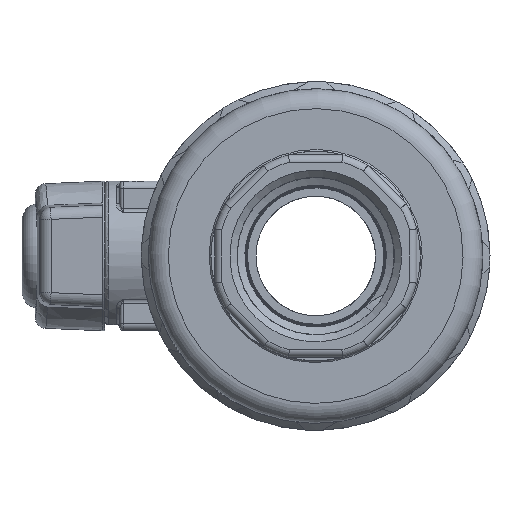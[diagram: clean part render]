
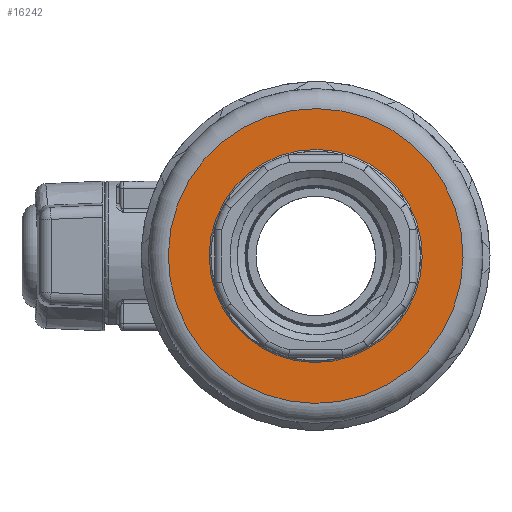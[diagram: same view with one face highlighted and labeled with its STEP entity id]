
A CAD part, left-side view. The second image highlights one B-rep face of the part: STEP entity #16242.
In plain terms, the highlighted face is planar.
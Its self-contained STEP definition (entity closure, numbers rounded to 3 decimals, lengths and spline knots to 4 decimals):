
#598=FACE_BOUND('',#3132,.T.);
#985=PLANE('',#17876);
#2090=FACE_OUTER_BOUND('',#3131,.T.);
#3131=EDGE_LOOP('',(#14972));
#3132=EDGE_LOOP('',(#14973));
#3758=CIRCLE('',#17874,1.2314);
#3760=CIRCLE('',#17877,0.89);
#7978=VERTEX_POINT('',#57899);
#7979=VERTEX_POINT('',#57903);
#10324=EDGE_CURVE('',#7978,#7978,#3758,.T.);
#10326=EDGE_CURVE('',#7979,#7979,#3760,.T.);
#14972=ORIENTED_EDGE('',*,*,#10324,.T.);
#14973=ORIENTED_EDGE('',*,*,#10326,.F.);
#16242=ADVANCED_FACE('',(#2090,#598),#985,.T.);
#17874=AXIS2_PLACEMENT_3D('',#57900,#21566,#21567);
#17876=AXIS2_PLACEMENT_3D('',#57902,#21570,#21571);
#17877=AXIS2_PLACEMENT_3D('',#57904,#21572,#21573);
#21566=DIRECTION('center_axis',(1.,0.,0.));
#21567=DIRECTION('ref_axis',(0.,1.,0.));
#21570=DIRECTION('center_axis',(1.,0.,0.));
#21571=DIRECTION('ref_axis',(0.,0.,-1.));
#21572=DIRECTION('center_axis',(1.,0.,0.));
#21573=DIRECTION('ref_axis',(0.,1.,0.));
#57899=CARTESIAN_POINT('',(0.,0.,
1.2314));
#57900=CARTESIAN_POINT('Origin',(0.,0.,0.));
#57902=CARTESIAN_POINT('Origin',(0.,0.9725,0.));
#57903=CARTESIAN_POINT('',(0.,-0.89,0.));
#57904=CARTESIAN_POINT('Origin',(0.,0.,0.));
